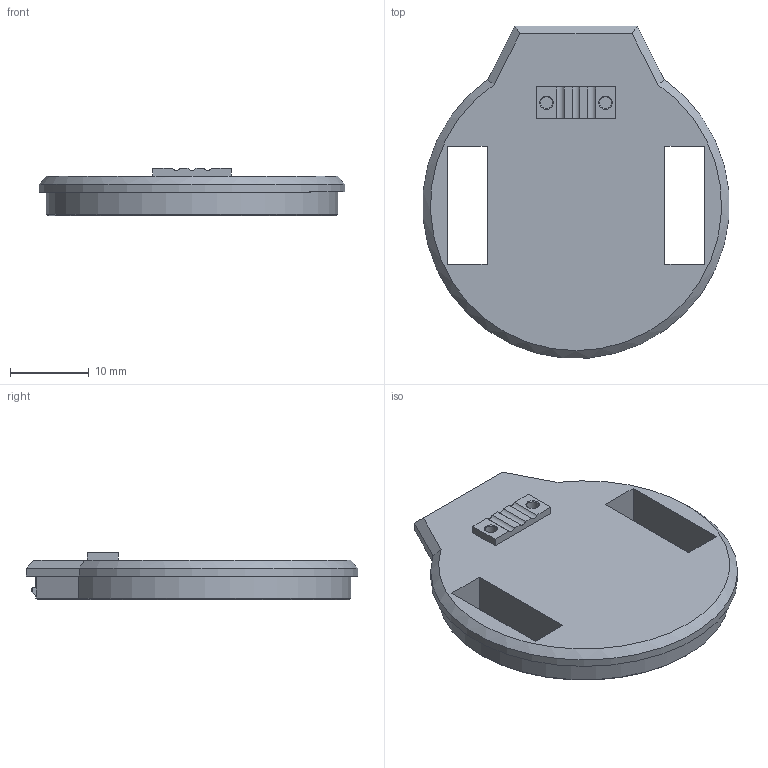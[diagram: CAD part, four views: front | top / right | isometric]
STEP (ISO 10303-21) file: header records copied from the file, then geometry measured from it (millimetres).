
FILE_DESCRIPTION(/* description */ (''),/* implementation_level */ '2;1');
FILE_NAME(/* name */ 'Waveshare_ESP32-S3_1.28_Round_LCD_Lid.step',/* time_stamp */ '2024-08-30T11:28:21+02:00',/* author */ (''),/* organization */ (''),/* preprocessor_version */ 'ST-DEVELOPER v20',/* originating_system */ 'Autodesk Translation Framework v13.14.0.145',/* authorisation */ '');
FILE_SCHEMA (('AUTOMOTIVE_DESIGN { 1 0 10303 214 3 1 1 }'));
Length unit declared in the file: millimetre
Products named in the file (1): Waveshare_ESP32-S3_1.28_Round_LCD_Lid
Bounding box: 38.85 x 42.18 x 6 mm (x, y, z)
Volume: 5143.8 mm3; surface area: 3242.6 mm2
Topology: 1 solids, 1 shells, 51 faces, 121 edges, 76 vertices
Faces by surface type: plane 39, cylinder 8, cone 4
Full cylindrical faces by diameter (mm): 1.5 x2
Entity records: 1488 total; most frequent: CARTESIAN_POINT 261, ORIENTED_EDGE 242, DIRECTION 241, EDGE_CURVE 121, LINE 97, VECTOR 97, VERTEX_POINT 76, AXIS2_PLACEMENT_3D 72
